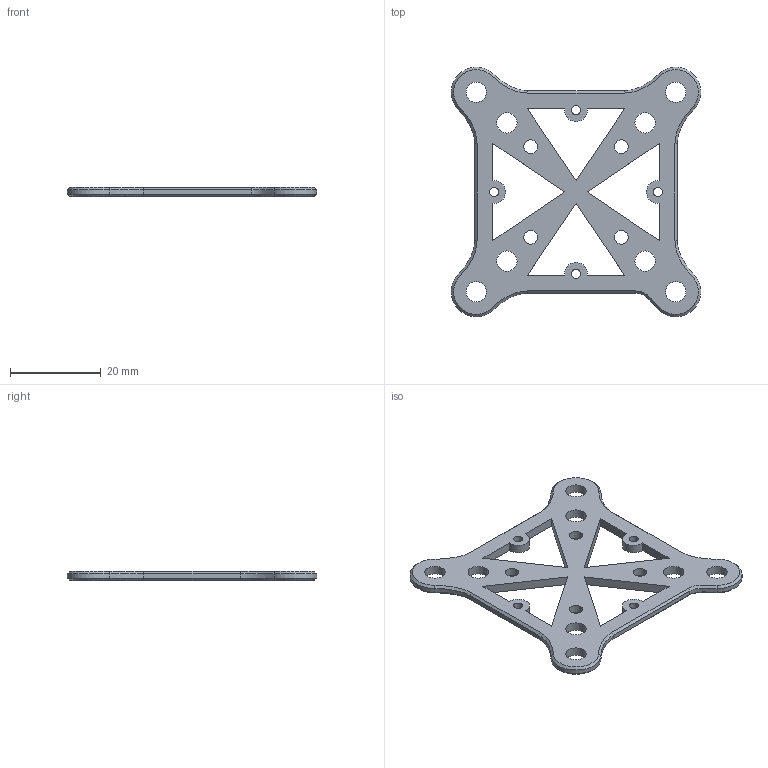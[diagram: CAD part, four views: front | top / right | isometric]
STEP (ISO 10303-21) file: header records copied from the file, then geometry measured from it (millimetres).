
FILE_DESCRIPTION(/* description */ (''),/* implementation_level */ '2;1');
FILE_NAME(/* name */ 'JM OpenRacer Mid Plate 2mm.step',/* time_stamp */ '2025-08-27T15:03:23+04:00',/* author */ (''),/* organization */ (''),/* preprocessor_version */ 'ST-DEVELOPER v20.1',/* originating_system */ 'Autodesk Translation Framework v14.10.0.0',/* authorisation */ '');
FILE_SCHEMA (('AUTOMOTIVE_DESIGN { 1 0 10303 214 3 1 1 }'));
Length unit declared in the file: millimetre
Products named in the file (1): OpenRacer Light
Bounding box: 54.96 x 54.96 x 2 mm (x, y, z)
Volume: 2949.4 mm3; surface area: 4175.1 mm2
Topology: 1 solids, 1 shells, 86 faces, 220 edges, 136 vertices
Faces by surface type: plane 30, bspline 24, cylinder 24, cone 8
Full cylindrical faces by diameter (mm): 2 x4, 3 x4, 4.5 x8
Entity records: 3143 total; most frequent: CARTESIAN_POINT 1039, ORIENTED_EDGE 440, DIRECTION 370, EDGE_CURVE 220, VERTEX_POINT 136, LINE 132, VECTOR 132, EDGE_LOOP 126
